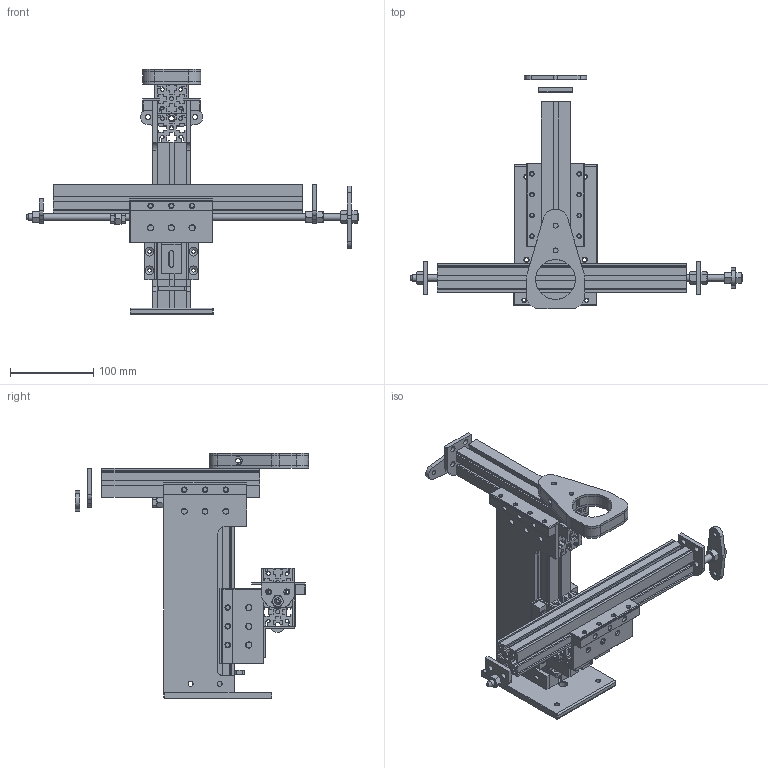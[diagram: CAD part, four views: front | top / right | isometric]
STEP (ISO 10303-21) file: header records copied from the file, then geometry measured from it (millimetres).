
FILE_DESCRIPTION(/* description */ ('STEP AP242','CAx-IF Rec.Pracs.---Representation and Presentation of Product Manufacturing Information (PMI)---4.0---2014-10-13','CAx-IF Rec.Pracs.---3D Tessellated Geometry---0.4---2014-09-14','2;1'),/* implementation_level */ '2;1');
FILE_NAME(/* name */ '679ab0312382e903d283b60c',/* time_stamp */ '2025-01-29T22:48:19Z',/* author */ (''),/* organization */ (''),/* preprocessor_version */ 'ST-DEVELOPER v20',/* originating_system */ 'ONSHAPE BY PTC INC, 1.192',/* authorisation */ ' ');
FILE_SCHEMA (('AP242_MANAGED_MODEL_BASED_3D_ENGINEERING_MIM_LF { 1 0 10303 442 1 1 4 }'));
Length unit declared in the file: metre
Products named in the file (33): MAIN ASSY - U1 - BASIC; Part 1; Hex nut grade C M8x1.25; BASE; RAM ASSY <1>; BASIC 48MM HOLDER - STRAIGHT <1>; COLUMN ASSY <1>; 100MM HOLD DOWN 12X12 (1) <1>; 100MM HOLD DOWN 12X12 (2) <1>; KNEE ASSY <1>; 100MM HOLD DOWN <1>; 100MM HOLD DOWN 12X12 <1>
Assembly tree (52 placements, depth 5):
  MAIN ASSY - U1 - BASIC
    Part 1  x2
    Hex nut grade C M8x1.25  x7
    BASE
    RAM ASSY <1>
      Part 1
    Part 1
    BASIC 48MM HOLDER - STRAIGHT <1>
      Part 1
      Part 1  x2
    COLUMN ASSY <1>
      Part 1
      Part 1
      Part 1
      100MM HOLD DOWN 12X12 (1) <1>
        Part 1
        Part 1
      Part 1
      100MM HOLD DOWN 12X12 (2) <1>
        Part 1
        Part 1
    Part 1
    KNEE ASSY <1>
      Part 1
      Part 1
      Part 1
      Part 1  x2
      Part 1
      Part 1
      Part 1
      Part 1
      Part 1
      Part 1  x2
      Part 1  x2
      Part 1  x2
      Part 1
      100MM HOLD DOWN <1>
        Part 1
        100MM HOLD DOWN 12X12 <1>
          Part 1
          Part 1
Bounding box: 400 x 281 x 296 mm (x, y, z)
Volume: 1247489.9 mm3; surface area: 656956.7 mm2
Topology: 44 solids, 44 shells, 1388 faces, 3523 edges, 2214 vertices
Faces by surface type: plane 809, cone 311, cylinder 268
Full cylindrical faces by diameter (mm): 4.2 x20, 5 x43, 5.2 x4, 6 x30, 6.647 x7, 7 x33, 8 x3, 9 x4, 10 x4, 48 x2
Entity records: 26081 total; most frequent: CARTESIAN_POINT 4437, DIRECTION 4265, ORIENTED_EDGE 4080, EDGE_CURVE 2040, LINE 1555, VECTOR 1555, VERTEX_POINT 1407, AXIS2_PLACEMENT_3D 1355
